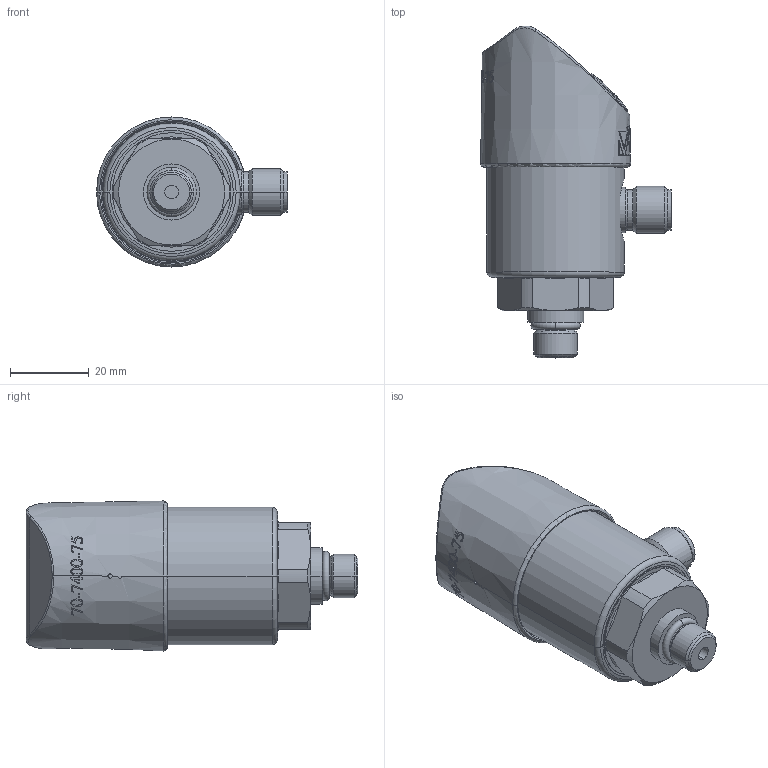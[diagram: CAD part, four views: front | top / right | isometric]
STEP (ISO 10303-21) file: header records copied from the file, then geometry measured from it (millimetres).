
FILE_DESCRIPTION((''),'2;1');
FILE_NAME('ILC70740075','2024-01-03T14:33:24',('Kroemer'),(''),'CREO PARAMETRIC BY PTC INC, 2021164','CREO PARAMETRIC BY PTC INC, 2021164','');
FILE_SCHEMA(('AUTOMOTIVE_DESIGN { 1 0 10303 214 1 1 1 1 }'));
Products named in the file (1): ILC70740075
Bounding box: 48.61 x 84.53 x 38.21 mm (x, y, z)
Volume: 66838.5 mm3; surface area: 12280.1 mm2
Topology: 9 solids, 14 shells, 795 faces, 2250 edges, 1524 vertices
Faces by surface type: plane 329, extrusion 259, cylinder 95, cone 49, sphere 26, torus 19, bspline 18
Entity records: 51204 total; most frequent: CARTESIAN_POINT 25841, ORIENTED_EDGE 4381, DIRECTION 3327, EDGE_CURVE 2240, VERTEX_POINT 1524, VECTOR 1186, AXIS2_PLACEMENT_3D 1069, B_SPLINE_CURVE_WITH_KNOTS 1033
